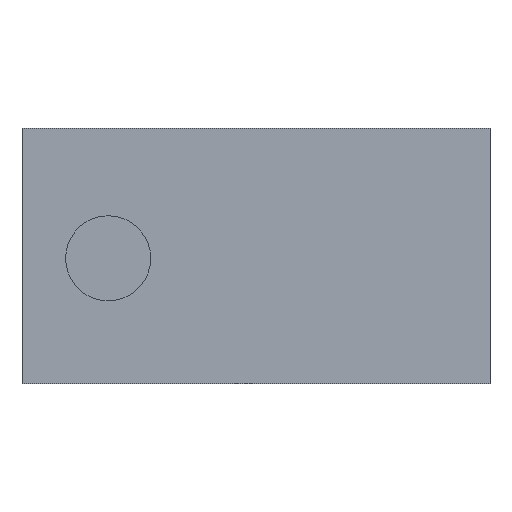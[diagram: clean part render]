
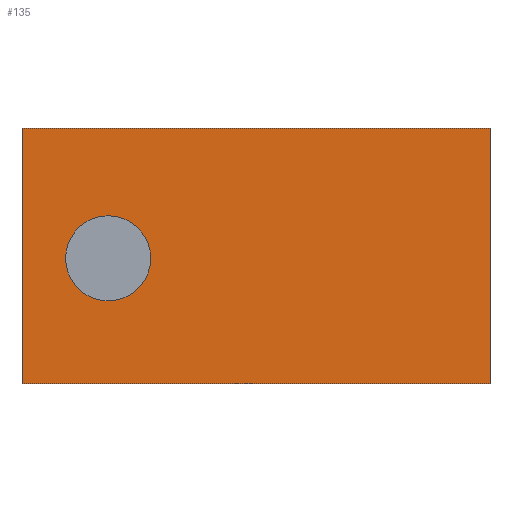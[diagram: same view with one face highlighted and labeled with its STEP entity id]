
A CAD part, front view. The second image highlights one B-rep face of the part: STEP entity #135.
In plain terms, the highlighted planar face has unit normal (0, -1, 0).
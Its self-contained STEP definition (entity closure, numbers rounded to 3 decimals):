
#19=FACE_BOUND('',#43,.T.);
#26=PLANE('',#160);
#34=FACE_OUTER_BOUND('',#42,.T.);
#42=EDGE_LOOP('',(#122,#123,#124,#125));
#43=EDGE_LOOP('',(#126));
#45=LINE('',#213,#58);
#49=LINE('',#221,#62);
#52=LINE('',#227,#65);
#55=LINE('',#232,#68);
#58=VECTOR('',#177,1.);
#62=VECTOR('',#183,1.);
#65=VECTOR('',#188,1.);
#68=VECTOR('',#193,1.);
#70=CIRCLE('',#152,0.4);
#72=VERTEX_POINT('',#204);
#74=VERTEX_POINT('',#211);
#75=VERTEX_POINT('',#212);
#78=VERTEX_POINT('',#220);
#80=VERTEX_POINT('',#226);
#82=EDGE_CURVE('',#72,#72,#70,.T.);
#85=EDGE_CURVE('',#74,#75,#45,.T.);
#89=EDGE_CURVE('',#75,#78,#49,.T.);
#92=EDGE_CURVE('',#78,#80,#52,.T.);
#95=EDGE_CURVE('',#80,#74,#55,.T.);
#122=ORIENTED_EDGE('',*,*,#95,.T.);
#123=ORIENTED_EDGE('',*,*,#85,.T.);
#124=ORIENTED_EDGE('',*,*,#89,.T.);
#125=ORIENTED_EDGE('',*,*,#92,.T.);
#126=ORIENTED_EDGE('',*,*,#82,.T.);
#135=ADVANCED_FACE('',(#34,#19),#26,.F.);
#152=AXIS2_PLACEMENT_3D('',#205,#168,#169);
#160=AXIS2_PLACEMENT_3D('',#235,#197,#198);
#168=DIRECTION('center_axis',(0.,1.,0.));
#169=DIRECTION('ref_axis',(1.,0.,0.));
#177=DIRECTION('',(0.,0.,-1.));
#183=DIRECTION('',(1.,0.,0.));
#188=DIRECTION('',(0.,0.,1.));
#193=DIRECTION('',(-1.,0.,0.));
#197=DIRECTION('center_axis',(0.,1.,0.));
#198=DIRECTION('ref_axis',(1.,0.,0.));
#204=CARTESIAN_POINT('',(-1.79,0.,-0.022));
#205=CARTESIAN_POINT('Origin',(-1.39,0.,
-0.022));
#211=CARTESIAN_POINT('',(-2.2,0.,1.2));
#212=CARTESIAN_POINT('',(-2.2,0.,-1.2));
#213=CARTESIAN_POINT('',(-2.2,0.,1.2));
#220=CARTESIAN_POINT('',(2.2,0.,-1.2));
#221=CARTESIAN_POINT('',(-2.2,0.,-1.2));
#226=CARTESIAN_POINT('',(2.2,0.,1.2));
#227=CARTESIAN_POINT('',(2.2,0.,-1.2));
#232=CARTESIAN_POINT('',(2.2,0.,1.2));
#235=CARTESIAN_POINT('Origin',(0.,0.,0.));
